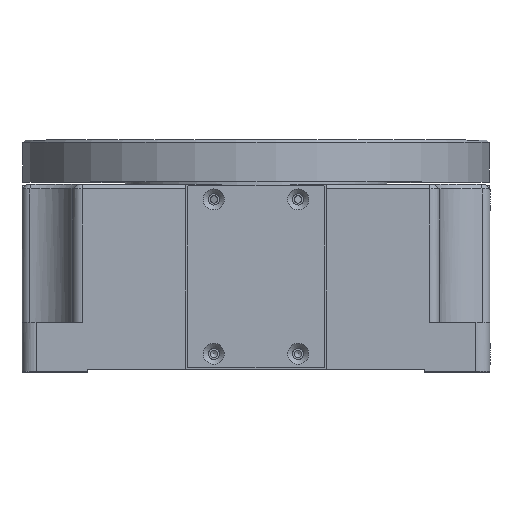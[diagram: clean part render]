
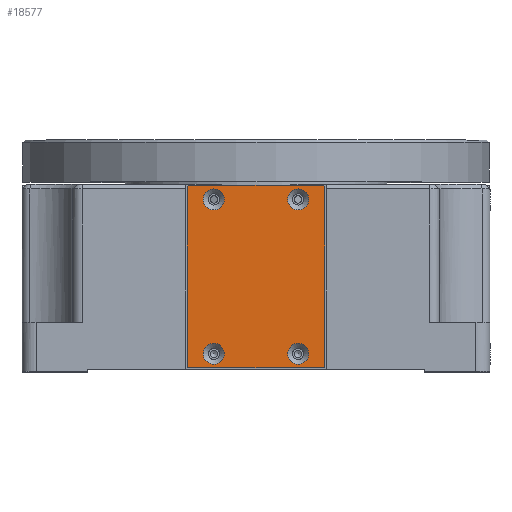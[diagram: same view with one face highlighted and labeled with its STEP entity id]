
A CAD part, top view. The second image highlights one B-rep face of the part: STEP entity #18577.
In plain terms, the highlighted planar face has unit normal (0, 0, 1).
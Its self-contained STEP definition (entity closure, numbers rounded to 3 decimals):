
#798 = EDGE_LOOP ( 'NONE', ( #4072 ) ) ;
#1227 = CARTESIAN_POINT ( 'NONE',  ( 8.506, -39.375, 150. ) ) ;
#1363 = AXIS2_PLACEMENT_3D ( 'NONE', #11465, #23133, #15867 ) ;
#1391 = CARTESIAN_POINT ( 'NONE',  ( -20.294, -0.875, 150. ) ) ;
#1439 = EDGE_CURVE ( 'NONE', #4630, #14552, #28556, .T. ) ;
#1512 = FACE_BOUND ( 'NONE', #28406, .T. ) ;
#1788 = DIRECTION ( 'NONE',  ( 0., 0., -1. ) ) ;
#1959 = FACE_OUTER_BOUND ( 'NONE', #3331, .T. ) ;
#2170 = AXIS2_PLACEMENT_3D ( 'NONE', #27653, #29474, #9606 ) ;
#2510 = DIRECTION ( 'NONE',  ( 1., 0., 0. ) ) ;
#2653 = CARTESIAN_POINT ( 'NONE',  ( -14.644, -36.375, 150. ) ) ;
#3331 = EDGE_LOOP ( 'NONE', ( #18449, #29642, #23040, #16278, #7047, #8575, #3362, #11013 ) ) ;
#3362 = ORIENTED_EDGE ( 'NONE', *, *, #27125, .T. ) ;
#3365 = VERTEX_POINT ( 'NONE', #12030 ) ;
#3423 = DIRECTION ( 'NONE',  ( 1., 0., 0. ) ) ;
#3641 = DIRECTION ( 'NONE',  ( 0., 0., -1. ) ) ;
#3974 = CARTESIAN_POINT ( 'NONE',  ( -5.644, -0.375, 150. ) ) ;
#4072 = ORIENTED_EDGE ( 'NONE', *, *, #25862, .T. ) ;
#4413 = EDGE_CURVE ( 'NONE', #19914, #19914, #10349, .T. ) ;
#4630 = VERTEX_POINT ( 'NONE', #16747 ) ;
#5129 = CARTESIAN_POINT ( 'NONE',  ( 5.606, -3.375, 150. ) ) ;
#5499 = VERTEX_POINT ( 'NONE', #10454 ) ;
#5575 = ORIENTED_EDGE ( 'NONE', *, *, #4413, .T. ) ;
#5781 = CIRCLE ( 'NONE', #17888, 2.25 ) ;
#5965 = CARTESIAN_POINT ( 'NONE',  ( -19.794, -39.375, 150. ) ) ;
#6757 = DIRECTION ( 'NONE',  ( 0., 0., -1. ) ) ;
#7047 = ORIENTED_EDGE ( 'NONE', *, *, #12688, .T. ) ;
#7117 = EDGE_CURVE ( 'NONE', #9567, #7469, #19623, .T. ) ;
#7251 = AXIS2_PLACEMENT_3D ( 'NONE', #11046, #20309, #26828 ) ;
#7469 = VERTEX_POINT ( 'NONE', #18687 ) ;
#8290 = LINE ( 'NONE', #18128, #9184 ) ;
#8390 = CARTESIAN_POINT ( 'NONE',  ( -12.394, -36.375, 150. ) ) ;
#8575 = ORIENTED_EDGE ( 'NONE', *, *, #18080, .F. ) ;
#8918 = VECTOR ( 'NONE', #10671, 1000. ) ;
#9184 = VECTOR ( 'NONE', #26764, 1000. ) ;
#9451 = CARTESIAN_POINT ( 'NONE',  ( 3.356, -3.375, 150. ) ) ;
#9567 = VERTEX_POINT ( 'NONE', #5965 ) ;
#9606 = DIRECTION ( 'NONE',  ( -1., 0., 0. ) ) ;
#9650 = CIRCLE ( 'NONE', #19332, 0.5 ) ;
#10349 = CIRCLE ( 'NONE', #27295, 2.25 ) ;
#10454 = CARTESIAN_POINT ( 'NONE',  ( -19.794, -0.375, 150. ) ) ;
#10671 = DIRECTION ( 'NONE',  ( 0., 1., 0. ) ) ;
#11013 = ORIENTED_EDGE ( 'NONE', *, *, #1439, .F. ) ;
#11035 = DIRECTION ( 'NONE',  ( 1., 0., 0. ) ) ;
#11046 = CARTESIAN_POINT ( 'NONE',  ( -5.644, -19.875, 150. ) ) ;
#11465 = CARTESIAN_POINT ( 'NONE',  ( -19.794, -0.875, 150. ) ) ;
#11558 = ORIENTED_EDGE ( 'NONE', *, *, #25389, .T. ) ;
#12030 = CARTESIAN_POINT ( 'NONE',  ( 9.006, -38.875, 150. ) ) ;
#12161 = EDGE_LOOP ( 'NONE', ( #25470 ) ) ;
#12268 = CIRCLE ( 'NONE', #14198, 2.25 ) ;
#12491 = EDGE_CURVE ( 'NONE', #17145, #17145, #5781, .T. ) ;
#12688 = EDGE_CURVE ( 'NONE', #9567, #16527, #8290, .T. ) ;
#12877 = PLANE ( 'NONE',  #7251 ) ;
#13298 = CARTESIAN_POINT ( 'NONE',  ( -14.644, -3.375, 150. ) ) ;
#13672 = DIRECTION ( 'NONE',  ( 0., 0., -1. ) ) ;
#14198 = AXIS2_PLACEMENT_3D ( 'NONE', #13298, #1788, #11035 ) ;
#14370 = VERTEX_POINT ( 'NONE', #18794 ) ;
#14520 = VERTEX_POINT ( 'NONE', #5129 ) ;
#14552 = VERTEX_POINT ( 'NONE', #26078 ) ;
#14864 = CARTESIAN_POINT ( 'NONE',  ( 5.606, -36.375, 150. ) ) ;
#15128 = EDGE_CURVE ( 'NONE', #21527, #7469, #15213, .T. ) ;
#15213 = LINE ( 'NONE', #17495, #23729 ) ;
#15218 = LINE ( 'NONE', #29313, #8918 ) ;
#15274 = EDGE_CURVE ( 'NONE', #4630, #5499, #22620, .T. ) ;
#15867 = DIRECTION ( 'NONE',  ( -1., 0., 0. ) ) ;
#16278 = ORIENTED_EDGE ( 'NONE', *, *, #7117, .F. ) ;
#16471 = VECTOR ( 'NONE', #17942, 1000. ) ;
#16527 = VERTEX_POINT ( 'NONE', #1227 ) ;
#16652 = AXIS2_PLACEMENT_3D ( 'NONE', #9451, #13672, #18710 ) ;
#16747 = CARTESIAN_POINT ( 'NONE',  ( 8.506, -0.375, 150. ) ) ;
#16759 = DIRECTION ( 'NONE',  ( 0., 0., -1. ) ) ;
#16995 = EDGE_CURVE ( 'NONE', #21527, #5499, #22181, .T. ) ;
#17145 = VERTEX_POINT ( 'NONE', #14864 ) ;
#17495 = CARTESIAN_POINT ( 'NONE',  ( -20.294, -19.875, 150. ) ) ;
#17888 = AXIS2_PLACEMENT_3D ( 'NONE', #28289, #24035, #3423 ) ;
#17942 = DIRECTION ( 'NONE',  ( -1., 0., 0. ) ) ;
#18080 = EDGE_CURVE ( 'NONE', #3365, #16527, #9650, .T. ) ;
#18128 = CARTESIAN_POINT ( 'NONE',  ( -5.644, -39.375, 150. ) ) ;
#18449 = ORIENTED_EDGE ( 'NONE', *, *, #15274, .T. ) ;
#18577 = ADVANCED_FACE ( 'NONE', ( #1959, #24991, #22132, #24697, #1512 ), #12877, .T. ) ;
#18687 = CARTESIAN_POINT ( 'NONE',  ( -20.294, -38.875, 150. ) ) ;
#18710 = DIRECTION ( 'NONE',  ( 1., 0., 0. ) ) ;
#18794 = CARTESIAN_POINT ( 'NONE',  ( -12.394, -3.375, 150. ) ) ;
#18904 = CARTESIAN_POINT ( 'NONE',  ( 8.506, -38.875, 150. ) ) ;
#19332 = AXIS2_PLACEMENT_3D ( 'NONE', #18904, #16759, #23867 ) ;
#19623 = CIRCLE ( 'NONE', #2170, 0.5 ) ;
#19914 = VERTEX_POINT ( 'NONE', #8390 ) ;
#20309 = DIRECTION ( 'NONE',  ( 0., 0., 1. ) ) ;
#21527 = VERTEX_POINT ( 'NONE', #1391 ) ;
#22132 = FACE_BOUND ( 'NONE', #27964, .T. ) ;
#22181 = CIRCLE ( 'NONE', #1363, 0.5 ) ;
#22620 = LINE ( 'NONE', #3974, #16471 ) ;
#22747 = AXIS2_PLACEMENT_3D ( 'NONE', #28365, #3641, #28666 ) ;
#23040 = ORIENTED_EDGE ( 'NONE', *, *, #15128, .T. ) ;
#23133 = DIRECTION ( 'NONE',  ( 0., 0., -1. ) ) ;
#23418 = CIRCLE ( 'NONE', #16652, 2.25 ) ;
#23729 = VECTOR ( 'NONE', #24450, 1000. ) ;
#23867 = DIRECTION ( 'NONE',  ( -1., 0., 0. ) ) ;
#24035 = DIRECTION ( 'NONE',  ( 0., 0., -1. ) ) ;
#24450 = DIRECTION ( 'NONE',  ( 0., -1., 0. ) ) ;
#24697 = FACE_BOUND ( 'NONE', #798, .T. ) ;
#24991 = FACE_BOUND ( 'NONE', #12161, .T. ) ;
#25389 = EDGE_CURVE ( 'NONE', #14370, #14370, #12268, .T. ) ;
#25470 = ORIENTED_EDGE ( 'NONE', *, *, #12491, .T. ) ;
#25862 = EDGE_CURVE ( 'NONE', #14520, #14520, #23418, .T. ) ;
#26078 = CARTESIAN_POINT ( 'NONE',  ( 9.006, -0.875, 150. ) ) ;
#26764 = DIRECTION ( 'NONE',  ( 1., 0., 0. ) ) ;
#26828 = DIRECTION ( 'NONE',  ( 1., 0., 0. ) ) ;
#27125 = EDGE_CURVE ( 'NONE', #3365, #14552, #15218, .T. ) ;
#27295 = AXIS2_PLACEMENT_3D ( 'NONE', #2653, #6757, #2510 ) ;
#27653 = CARTESIAN_POINT ( 'NONE',  ( -19.794, -38.875, 150. ) ) ;
#27964 = EDGE_LOOP ( 'NONE', ( #5575 ) ) ;
#28289 = CARTESIAN_POINT ( 'NONE',  ( 3.356, -36.375, 150. ) ) ;
#28365 = CARTESIAN_POINT ( 'NONE',  ( 8.506, -0.875, 150. ) ) ;
#28406 = EDGE_LOOP ( 'NONE', ( #11558 ) ) ;
#28556 = CIRCLE ( 'NONE', #22747, 0.5 ) ;
#28666 = DIRECTION ( 'NONE',  ( -1., 0., 0. ) ) ;
#29313 = CARTESIAN_POINT ( 'NONE',  ( 9.006, -19.875, 150. ) ) ;
#29474 = DIRECTION ( 'NONE',  ( 0., 0., -1. ) ) ;
#29642 = ORIENTED_EDGE ( 'NONE', *, *, #16995, .F. ) ;
